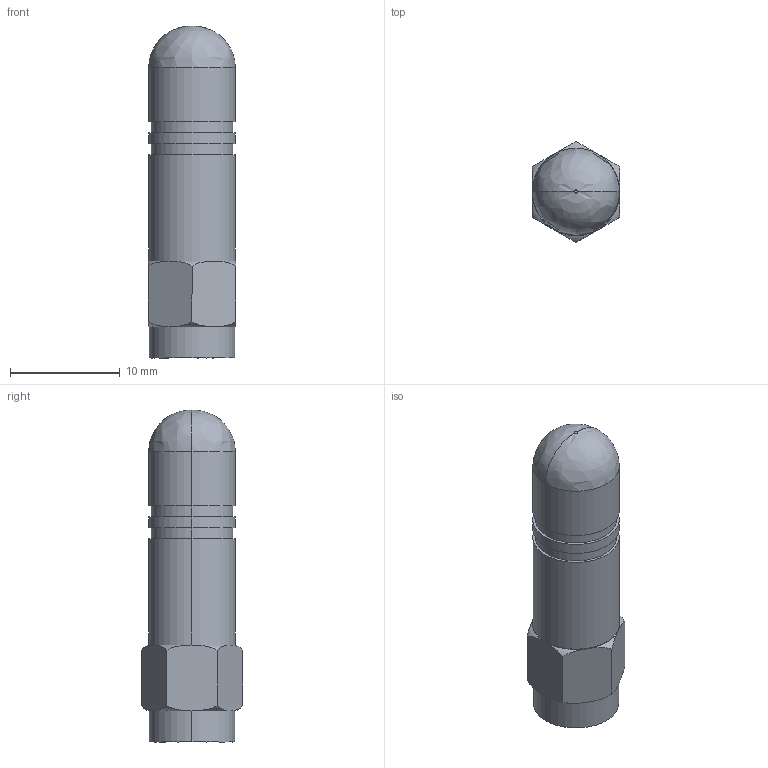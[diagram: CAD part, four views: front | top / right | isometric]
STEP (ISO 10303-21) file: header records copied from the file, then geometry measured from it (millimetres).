
FILE_DESCRIPTION (( 'STEP AP214' ), '1' );
FILE_NAME ('GW.26.0111_Web.STEP', '2020-02-17T07:41:37', ( '' ), ( '' ), 'SwSTEP 2.0', 'SolidWorks 2017', '' );
FILE_SCHEMA (( 'AUTOMOTIVE_DESIGN' ));
Length unit declared in the file: millimetre
Products named in the file (6): SMA_1; GW.26.0111_Web; SMA(M)ST; SMA
Assembly tree (3 placements, depth 3):
  SMA_1
  GW.26.0111_Web
    SMA
    SMA(M)ST
      SMA_1
  SMA
Bounding box: 8 x 9.24 x 30.3 mm (x, y, z)
Volume: 1452.3 mm3; surface area: 1347.1 mm2
Topology: 2 solids, 2 shells, 84 faces, 178 edges, 108 vertices
Faces by surface type: plane 32, cylinder 26, cone 12, torus 12, bspline 2
Entity records: 2546 total; most frequent: CARTESIAN_POINT 584, DIRECTION 408, ORIENTED_EDGE 356, EDGE_CURVE 178, AXIS2_PLACEMENT_3D 168, VERTEX_POINT 108, EDGE_LOOP 94, FACE_OUTER_BOUND 84
